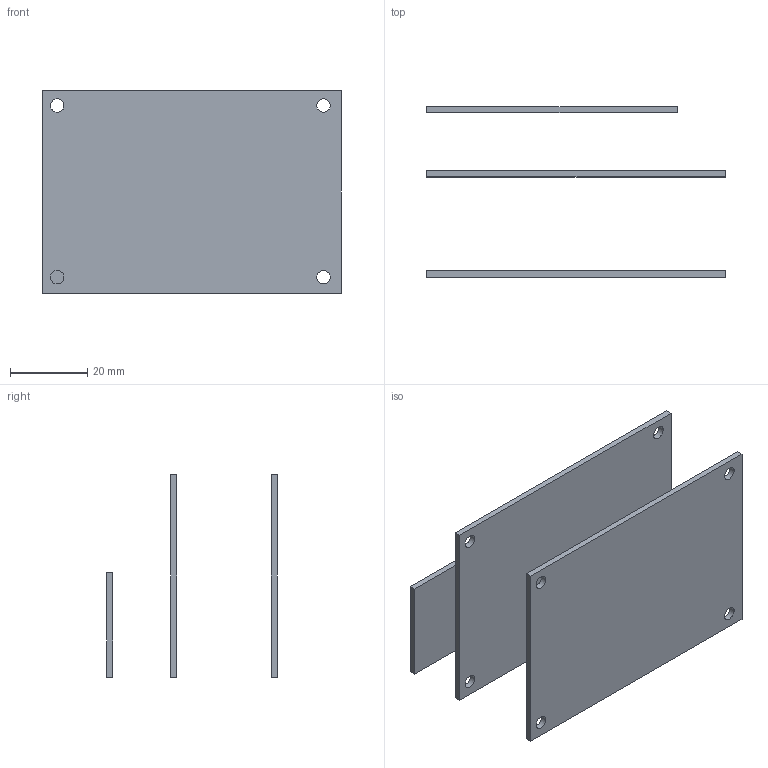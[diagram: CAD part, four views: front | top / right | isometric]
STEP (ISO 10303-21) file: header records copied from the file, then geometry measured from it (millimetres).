
FILE_DESCRIPTION(/* description */ (''),/* implementation_level */ '2;1');
FILE_NAME(/* name */ 'SensorPCB_stack.step',/* time_stamp */ '2020-01-14T12:36:21+01:00',/* author */ (''),/* organization */ (''),/* preprocessor_version */ 'ST-DEVELOPER v18',/* originating_system */ 'Autodesk Translation Framework v8.12.0.6',/* authorisation */ '');
FILE_SCHEMA (('AUTOMOTIVE_DESIGN { 1 0 10303 214 3 1 1 }'));
Length unit declared in the file: millimetre
Products named in the file (4): SensorPCB; Power board; Sensor Board; EE-NBIOT-01
Assembly tree (3 placements, depth 2):
  SensorPCB
    Power board
    Sensor Board
    EE-NBIOT-01
Bounding box: 77.45 x 44.2 x 52.38 mm (x, y, z)
Volume: 15665.5 mm3; surface area: 20847.9 mm2
Topology: 3 solids, 3 shells, 26 faces, 60 edges, 40 vertices
Faces by surface type: plane 18, cylinder 8
Full cylindrical faces by diameter (mm): 3.5 x8
Entity records: 889 total; most frequent: DIRECTION 142, CARTESIAN_POINT 133, ORIENTED_EDGE 120, EDGE_CURVE 60, AXIS2_PLACEMENT_3D 49, LINE 44, VECTOR 44, EDGE_LOOP 42
